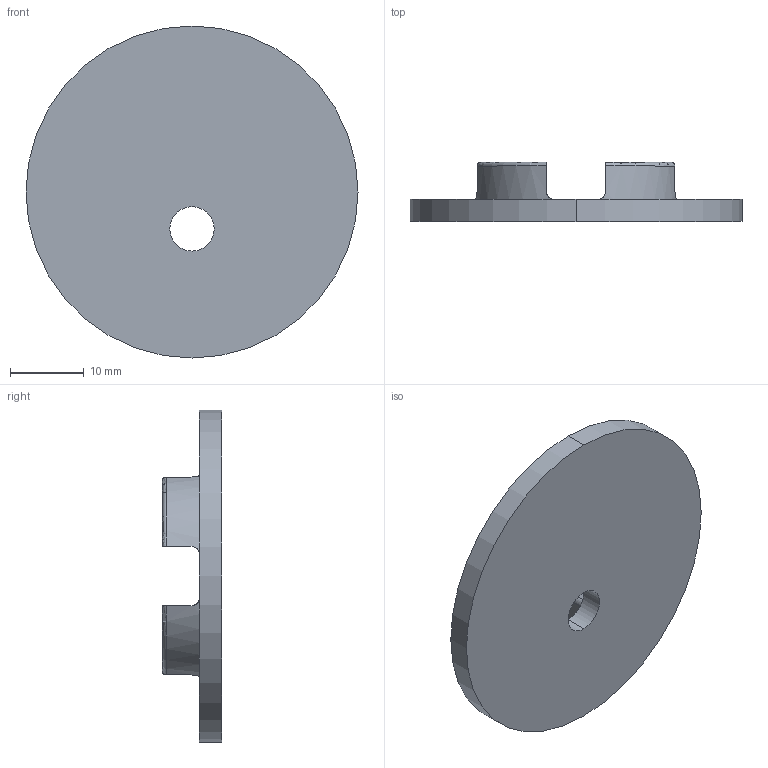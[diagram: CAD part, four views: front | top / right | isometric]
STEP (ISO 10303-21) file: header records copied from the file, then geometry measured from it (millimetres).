
FILE_DESCRIPTION (( 'STEP AP203' ), '1' );
FILE_NAME ('Cleaner_cover.STEP', '2024-09-10T09:01:55', ( '' ), ( '' ), 'SwSTEP 2.0', 'SolidWorks 2024', '' );
FILE_SCHEMA (( 'CONFIG_CONTROL_DESIGN' ));
Length unit declared in the file: millimetre
Products named in the file (1): Cleaner_cover
Bounding box: 45 x 8 x 45 mm (x, y, z)
Volume: 5684 mm3; surface area: 4170.8 mm2
Topology: 1 solids, 1 shells, 58 faces, 140 edges, 88 vertices
Faces by surface type: cylinder 28, torus 16, plane 14
Entity records: 1861 total; most frequent: CARTESIAN_POINT 391, DIRECTION 314, ORIENTED_EDGE 280, EDGE_CURVE 140, AXIS2_PLACEMENT_3D 131, VERTEX_POINT 88, CIRCLE 72, EDGE_LOOP 64
